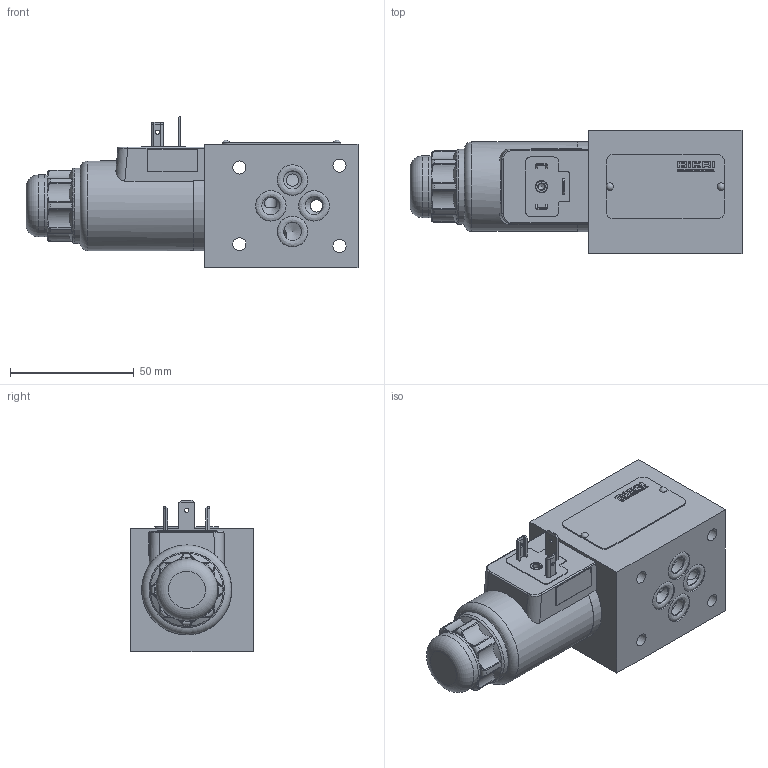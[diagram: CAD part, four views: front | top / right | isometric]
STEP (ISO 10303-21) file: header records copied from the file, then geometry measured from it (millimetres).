
FILE_DESCRIPTION (( 'STEP AP214' ), '1' );
FILE_NAME ('WVH-6Z-2-2, 3-2.STEP', '2024-06-27T14:04:00', ( '' ), ( '' ), 'SwSTEP 2.0', 'SolidWorks 2022', '' );
FILE_SCHEMA (( 'AUTOMOTIVE_DESIGN' ));
Length unit declared in the file: millimetre
Products named in the file (1): WVH-6Z-2-2, 3-2
Bounding box: 134.3 x 49.75 x 61.2 mm (x, y, z)
Volume: 199102.2 mm3; surface area: 43251.7 mm2
Topology: 8 solids, 12 shells, 681 faces, 1682 edges, 1073 vertices
Faces by surface type: plane 392, cylinder 125, bspline 85, torus 45, cone 32, sphere 2
Full cylindrical faces by diameter (mm): 1.65 x3, 2.7 x1, 3 x1, 4.9 x1, 5 x7, 5.3 x4, 7.7 x2, 7.8 x1, 8.011 x2, 8.25 x2, 12.35 x8, 16 x1, 18.05 x2, 18.4 x1, 19 x1, 20 x2, 20.3 x1, 22.4 x1, 23 x2, 25 x2, 25.1 x1, 26.8 x1, 30.5 x1, 32.42 x1, 36.3 x1
Entity records: 21990 total; most frequent: CARTESIAN_POINT 6551, ORIENTED_EDGE 3080, DIRECTION 2845, EDGE_CURVE 1540, VERTEX_POINT 1043, VECTOR 961, LINE 961, AXIS2_PLACEMENT_3D 942
